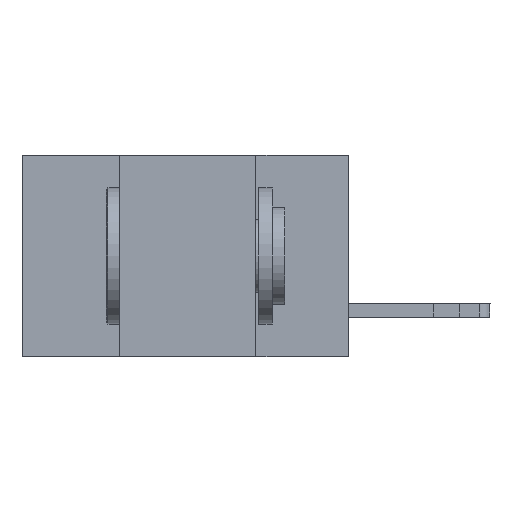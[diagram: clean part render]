
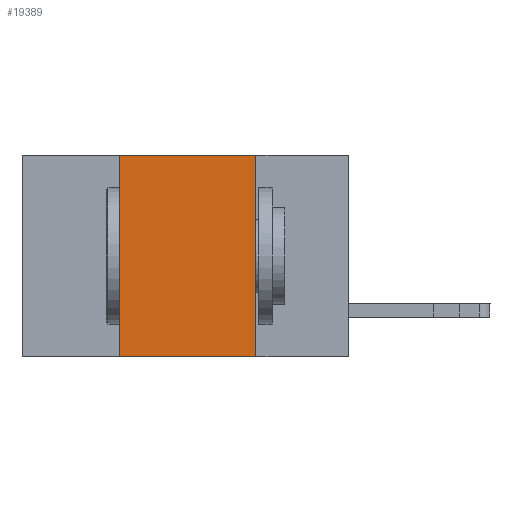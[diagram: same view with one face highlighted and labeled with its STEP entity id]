
A CAD part, left-side view. The second image highlights one B-rep face of the part: STEP entity #19389.
In plain terms, the highlighted planar face has unit normal (-1, 0, 0).
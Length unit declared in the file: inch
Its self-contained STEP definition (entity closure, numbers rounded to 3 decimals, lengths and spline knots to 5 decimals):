
#6 = LINE ( 'NONE', #6724, #9026 ) ;
#372 = VERTEX_POINT ( 'NONE', #15805 ) ;
#580 = PLANE ( 'NONE',  #12604 ) ;
#2089 = LINE ( 'NONE', #12104, #15474 ) ;
#2436 = CARTESIAN_POINT ( 'NONE',  ( 0., 0.6, 0. ) ) ;
#3162 = DIRECTION ( 'NONE',  ( 0., 0., -1. ) ) ;
#3180 = VECTOR ( 'NONE', #3162, 39.37008 ) ;
#4298 = DIRECTION ( 'NONE',  ( 1., 0., 0. ) ) ;
#5239 = CARTESIAN_POINT ( 'NONE',  ( 0., 0.17, 0. ) ) ;
#5439 = EDGE_CURVE ( 'NONE', #8501, #372, #7931, .T. ) ;
#6724 = CARTESIAN_POINT ( 'NONE',  ( 0., 0.6, 0. ) ) ;
#7279 = ORIENTED_EDGE ( 'NONE', *, *, #15652, .F. ) ;
#7931 = LINE ( 'NONE', #7955, #3180 ) ;
#7955 = CARTESIAN_POINT ( 'NONE',  ( 0., 0.17, -0.37 ) ) ;
#8474 = DIRECTION ( 'NONE',  ( 0., -1., 0. ) ) ;
#8501 = VERTEX_POINT ( 'NONE', #5239 ) ;
#8578 = CARTESIAN_POINT ( 'NONE',  ( 0., 0.42, -0.37 ) ) ;
#8745 = EDGE_CURVE ( 'NONE', #10205, #16121, #17239, .T. ) ;
#9026 = VECTOR ( 'NONE', #8474, 39.37008 ) ;
#10205 = VERTEX_POINT ( 'NONE', #8578 ) ;
#12104 = CARTESIAN_POINT ( 'NONE',  ( 0., 0.6, -0.37 ) ) ;
#12158 = EDGE_LOOP ( 'NONE', ( #16998, #7279, #20400, #19865 ) ) ;
#12191 = EDGE_CURVE ( 'NONE', #10205, #372, #2089, .T. ) ;
#12604 = AXIS2_PLACEMENT_3D ( 'NONE', #2436, #4298, #16432 ) ;
#12643 = VECTOR ( 'NONE', #13211, 39.37008 ) ;
#13211 = DIRECTION ( 'NONE',  ( 0., 0., 1. ) ) ;
#13578 = CARTESIAN_POINT ( 'NONE',  ( 0., 0.42, -0.37 ) ) ;
#13810 = DIRECTION ( 'NONE',  ( 0., -1., 0. ) ) ;
#14785 = CARTESIAN_POINT ( 'NONE',  ( 0., 0.42, 0. ) ) ;
#15474 = VECTOR ( 'NONE', #13810, 39.37008 ) ;
#15652 = EDGE_CURVE ( 'NONE', #16121, #8501, #6, .T. ) ;
#15805 = CARTESIAN_POINT ( 'NONE',  ( 0., 0.17, -0.37 ) ) ;
#16121 = VERTEX_POINT ( 'NONE', #14785 ) ;
#16432 = DIRECTION ( 'NONE',  ( 0., 0., -1. ) ) ;
#16998 = ORIENTED_EDGE ( 'NONE', *, *, #5439, .F. ) ;
#17239 = LINE ( 'NONE', #13578, #12643 ) ;
#19389 = ADVANCED_FACE ( 'NONE', ( #20081 ), #580, .F. ) ;
#19865 = ORIENTED_EDGE ( 'NONE', *, *, #12191, .T. ) ;
#20081 = FACE_OUTER_BOUND ( 'NONE', #12158, .T. ) ;
#20400 = ORIENTED_EDGE ( 'NONE', *, *, #8745, .F. ) ;
